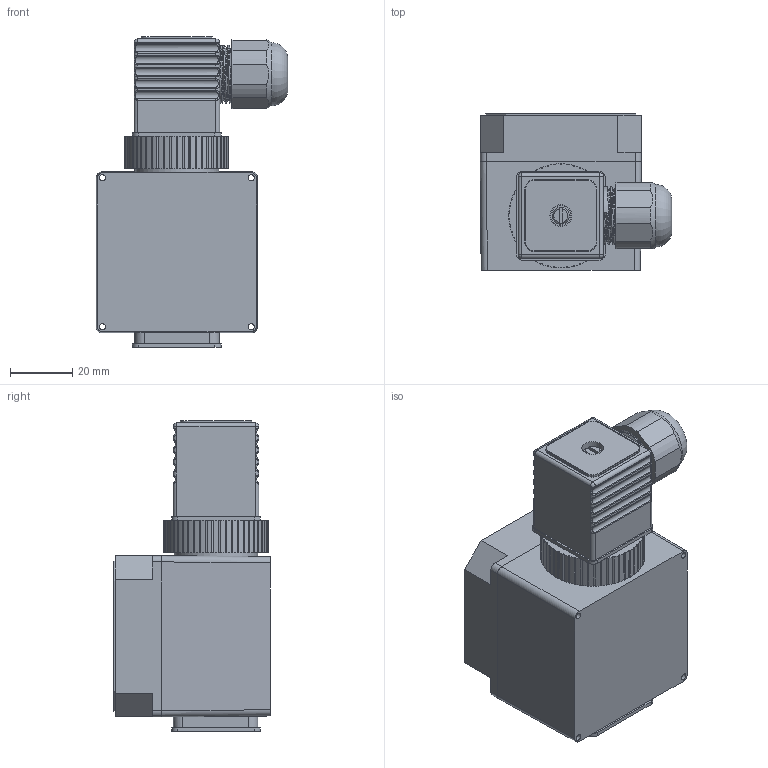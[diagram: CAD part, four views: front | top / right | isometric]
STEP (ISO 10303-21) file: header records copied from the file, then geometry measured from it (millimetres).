
FILE_DESCRIPTION(('STEP AP214'), '1');
FILE_NAME('BNG-10', '', ('UNSPECIFIED'), ('UNSPECIFIED'), 'C3D Converter', 'C3D Toolkit', '');
FILE_SCHEMA(('AUTOMOTIVE_DESIGN { 1 0 10303 214 3 1 1}'));
Length unit declared in the file: millimetre
Products named in the file (13): КУВФ.269.00.000Д1; КУВФ.735224.420.801; Разъем BGRB03000OW (HTP); B313M27N0 Контакты; O-ring 22x1,8; B313M27N0 ГН; Разъем G1BU3000SKIGOW (HTP); Прокладка; Разъем; B313M27N0 Винт; B313M27N0 Клема
Assembly tree (13 placements, depth 3):
  (unnamed)
    КУВФ.269.00.000Д1
    КУВФ.735224.420.801
    Разъем BGRB03000OW (HTP)
      B313M27N0 Контакты
      O-ring 22x1,8
      B313M27N0 ГН
    Разъем G1BU3000SKIGOW (HTP)
      Прокладка
      Разъем
      B313M27N0 Винт
    Прокладка
    B313M27N0 Клема
    (unnamed)
Bounding box: 61.8 x 50.5 x 100.3 mm (x, y, z)
Volume: 79378.8 mm3; surface area: 62908.8 mm2
Topology: 11 solids, 11 shells, 1154 faces, 3066 edges, 1976 vertices
Faces by surface type: plane 606, cylinder 361, bspline 123, torus 48, cone 12, sphere 4
Full cylindrical faces by diameter (mm): 2 x4, 2.5 x13, 3 x8, 4 x2, 4.5 x3, 5 x4, 6 x1, 6.2 x1, 6.5 x1, 7 x4, 8 x5, 9.5 x2, 10 x1, 18.6 x1, 21.5 x1, 22 x2, 22.5 x1, 24.5 x1, 25.5 x1, 27 x1
Entity records: 57370 total; most frequent: CARTESIAN_POINT 24753, ORIENTED_EDGE 5708, DIRECTION 5105, EDGE_CURVE 2854, VERTEX_POINT 1885, LINE 1729, VECTOR 1729, AXIS2_PLACEMENT_3D 1688
